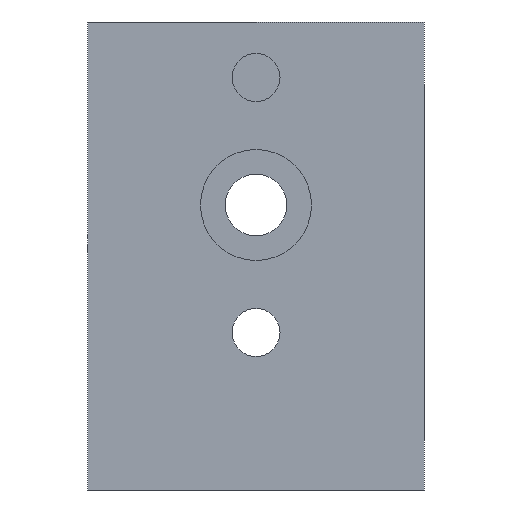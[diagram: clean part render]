
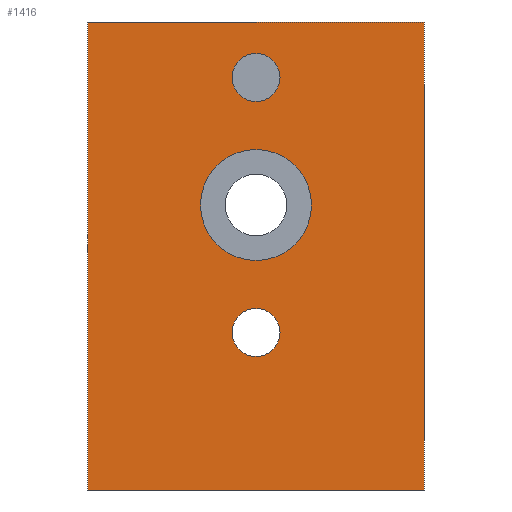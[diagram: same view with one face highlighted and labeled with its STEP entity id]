
A CAD part, left-side view. The second image highlights one B-rep face of the part: STEP entity #1416.
In plain terms, the highlighted planar face has unit normal (-1, 0, 0).
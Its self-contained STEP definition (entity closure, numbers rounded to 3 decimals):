
#29=FACE_BOUND('',#229,.T.);
#30=FACE_BOUND('',#230,.T.);
#31=FACE_BOUND('',#231,.T.);
#64=CIRCLE('',#1486,3.7);
#84=CIRCLE('',#1521,1.6);
#86=CIRCLE('',#1525,1.6);
#149=FACE_OUTER_BOUND('',#228,.T.);
#228=EDGE_LOOP('',(#1212,#1213,#1214,#1215));
#229=EDGE_LOOP('',(#1216));
#230=EDGE_LOOP('',(#1217));
#231=EDGE_LOOP('',(#1218));
#329=LINE('',#2066,#496);
#406=LINE('',#2272,#573);
#407=LINE('',#2274,#574);
#408=LINE('',#2275,#575);
#496=VECTOR('',#1667,10.);
#573=VECTOR('',#1876,10.);
#574=VECTOR('',#1877,10.);
#575=VECTOR('',#1878,10.);
#643=VERTEX_POINT('',#2063);
#644=VERTEX_POINT('',#2065);
#684=VERTEX_POINT('',#2192);
#704=VERTEX_POINT('',#2255);
#706=VERTEX_POINT('',#2263);
#707=VERTEX_POINT('',#2271);
#708=VERTEX_POINT('',#2273);
#793=EDGE_CURVE('',#644,#643,#329,.T.);
#859=EDGE_CURVE('',#684,#684,#64,.T.);
#888=EDGE_CURVE('',#704,#704,#84,.T.);
#892=EDGE_CURVE('',#706,#706,#86,.T.);
#895=EDGE_CURVE('',#644,#707,#406,.T.);
#896=EDGE_CURVE('',#708,#643,#407,.T.);
#897=EDGE_CURVE('',#707,#708,#408,.T.);
#1212=ORIENTED_EDGE('',*,*,#895,.F.);
#1213=ORIENTED_EDGE('',*,*,#793,.T.);
#1214=ORIENTED_EDGE('',*,*,#896,.F.);
#1215=ORIENTED_EDGE('',*,*,#897,.F.);
#1216=ORIENTED_EDGE('',*,*,#859,.T.);
#1217=ORIENTED_EDGE('',*,*,#888,.T.);
#1218=ORIENTED_EDGE('',*,*,#892,.T.);
#1347=PLANE('',#1528);
#1416=ADVANCED_FACE('',(#149,#29,#30,#31),#1347,.T.);
#1486=AXIS2_PLACEMENT_3D('',#2193,#1777,#1778);
#1521=AXIS2_PLACEMENT_3D('',#2257,#1856,#1857);
#1525=AXIS2_PLACEMENT_3D('',#2265,#1866,#1867);
#1528=AXIS2_PLACEMENT_3D('',#2270,#1874,#1875);
#1667=DIRECTION('',(0.,1.,0.));
#1777=DIRECTION('center_axis',(1.,0.,0.));
#1778=DIRECTION('ref_axis',(0.,-1.,0.));
#1856=DIRECTION('center_axis',(1.,0.,0.));
#1857=DIRECTION('ref_axis',(0.,1.,0.));
#1866=DIRECTION('center_axis',(1.,0.,0.));
#1867=DIRECTION('ref_axis',(0.,1.,0.));
#1874=DIRECTION('center_axis',(-1.,0.,0.));
#1875=DIRECTION('ref_axis',(0.,0.,1.));
#1876=DIRECTION('',(0.,0.,-1.));
#1877=DIRECTION('',(0.,0.,1.));
#1878=DIRECTION('',(0.,1.,0.));
#2063=CARTESIAN_POINT('',(0.,22.4,31.2));
#2065=CARTESIAN_POINT('',(0.,0.,31.2));
#2066=CARTESIAN_POINT('',(0.,0.,31.2));
#2192=CARTESIAN_POINT('',(0.,14.9,19.));
#2193=CARTESIAN_POINT('Origin',(0.,11.2,19.));
#2255=CARTESIAN_POINT('',(0.,9.6,27.5));
#2257=CARTESIAN_POINT('Origin',(0.,11.2,27.5));
#2263=CARTESIAN_POINT('',(0.,9.6,10.5));
#2265=CARTESIAN_POINT('Origin',(0.,11.2,10.5));
#2270=CARTESIAN_POINT('Origin',(0.,0.,0.));
#2271=CARTESIAN_POINT('',(0.,0.,0.));
#2272=CARTESIAN_POINT('',(0.,0.,31.2));
#2273=CARTESIAN_POINT('',(0.,22.4,0.));
#2274=CARTESIAN_POINT('',(0.,22.4,31.2));
#2275=CARTESIAN_POINT('',(0.,0.,0.));
